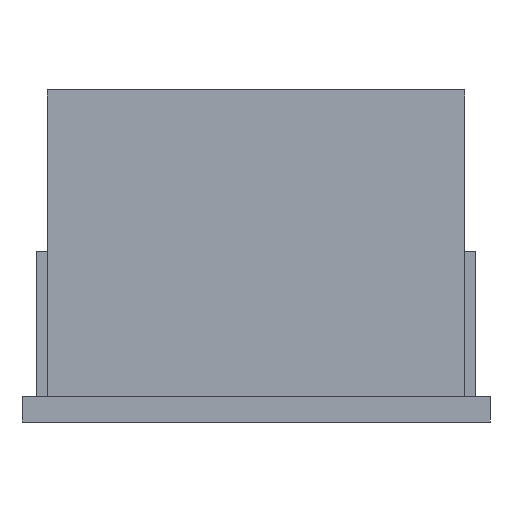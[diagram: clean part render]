
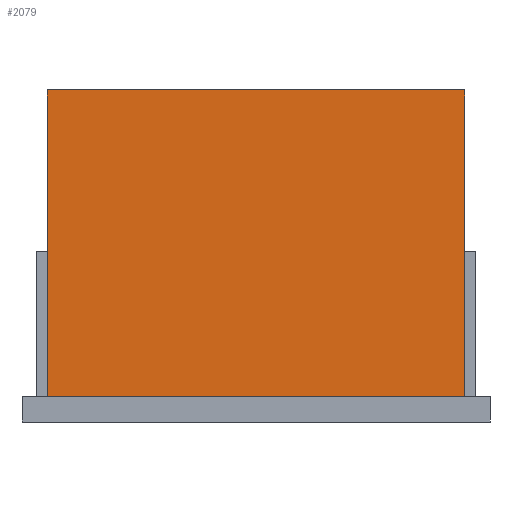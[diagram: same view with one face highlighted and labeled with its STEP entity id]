
A CAD part, front view. The second image highlights one B-rep face of the part: STEP entity #2079.
In plain terms, the highlighted planar face has unit normal (0, -1, 0).
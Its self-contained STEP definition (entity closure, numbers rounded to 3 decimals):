
#2040 = ORIENTED_EDGE ( 'NONE', *, *, #2403, .F. ) ;
#2041 = ORIENTED_EDGE ( 'NONE', *, *, #2503, .F. ) ;
#2079 = ADVANCED_FACE ( 'NONE', ( #3352 ), #3386, .T. ) ;
#2080 = EDGE_LOOP ( 'NONE', ( #2081, #2082, #2040, #2041 ) ) ;
#2081 = ORIENTED_EDGE ( 'NONE', *, *, #2484, .F. ) ;
#2082 = ORIENTED_EDGE ( 'NONE', *, *, #2392, .F. ) ;
#2359 = VERTEX_POINT ( 'NONE', #3787 ) ;
#2392 = EDGE_CURVE ( 'NONE', #2404, #2393, #3770, .T. ) ;
#2393 = VERTEX_POINT ( 'NONE', #3766 ) ;
#2403 = EDGE_CURVE ( 'NONE', #2359, #2404, #3831, .T. ) ;
#2404 = VERTEX_POINT ( 'NONE', #3827 ) ;
#2484 = EDGE_CURVE ( 'NONE', #2393, #2485, #4066, .T. ) ;
#2485 = VERTEX_POINT ( 'NONE', #4062 ) ;
#2503 = EDGE_CURVE ( 'NONE', #2485, #2359, #4014, .T. ) ;
#3352 = FACE_OUTER_BOUND ( 'NONE', #2080, .T. ) ;
#3386 = PLANE ( 'NONE',  #3426 ) ;
#3423 = DIRECTION ( 'NONE',  ( -1., 0., 0. ) ) ;
#3424 = DIRECTION ( 'NONE',  ( 0., -1., 0. ) ) ;
#3425 = CARTESIAN_POINT ( 'NONE',  ( -13.2, 0., 0. ) ) ;
#3426 = AXIS2_PLACEMENT_3D ( 'NONE', #3425, #3424, #3423 ) ;
#3766 = CARTESIAN_POINT ( 'NONE',  ( -13.2, 0., -9.7 ) ) ;
#3767 = DIRECTION ( 'NONE',  ( -1., 0., 0. ) ) ;
#3768 = VECTOR ( 'NONE', #3767, 1000. ) ;
#3769 = CARTESIAN_POINT ( 'NONE',  ( -13.2, 0., -9.7 ) ) ;
#3770 = LINE ( 'NONE', #3769, #3768 ) ;
#3787 = CARTESIAN_POINT ( 'NONE',  ( 0., 0., 0. ) ) ;
#3827 = CARTESIAN_POINT ( 'NONE',  ( 0., 0., -9.7 ) ) ;
#3828 = DIRECTION ( 'NONE',  ( 0., 0., -1. ) ) ;
#3829 = VECTOR ( 'NONE', #3828, 1000. ) ;
#3830 = CARTESIAN_POINT ( 'NONE',  ( 0., 0., 0. ) ) ;
#3831 = LINE ( 'NONE', #3830, #3829 ) ;
#4011 = DIRECTION ( 'NONE',  ( 1., 0., 0. ) ) ;
#4012 = VECTOR ( 'NONE', #4011, 1000. ) ;
#4013 = CARTESIAN_POINT ( 'NONE',  ( -13.2, 0., 0. ) ) ;
#4014 = LINE ( 'NONE', #4013, #4012 ) ;
#4062 = CARTESIAN_POINT ( 'NONE',  ( -13.2, 0., 0. ) ) ;
#4063 = DIRECTION ( 'NONE',  ( 0., 0., 1. ) ) ;
#4064 = VECTOR ( 'NONE', #4063, 1000. ) ;
#4065 = CARTESIAN_POINT ( 'NONE',  ( -13.2, 0., 0. ) ) ;
#4066 = LINE ( 'NONE', #4065, #4064 ) ;
